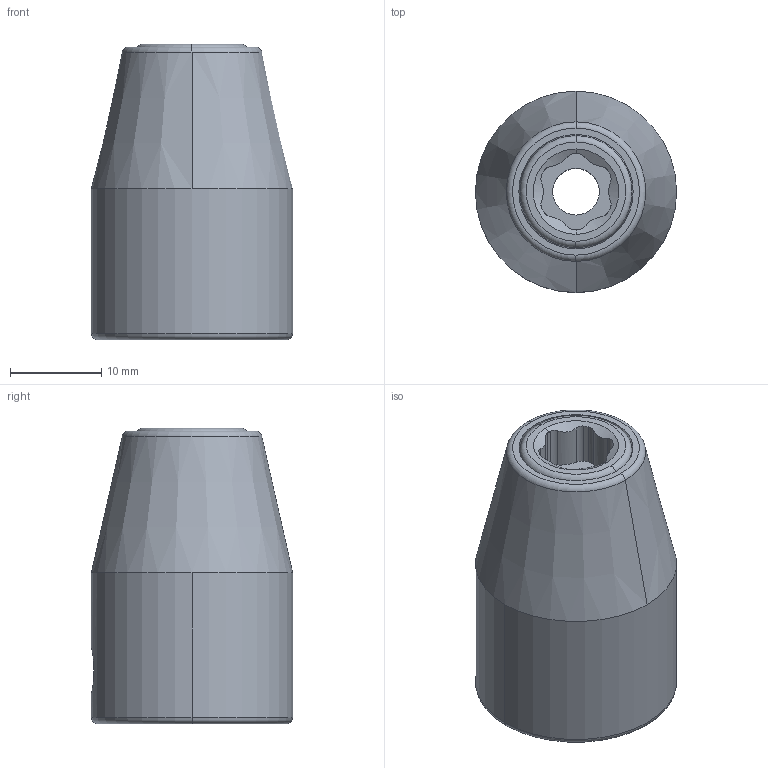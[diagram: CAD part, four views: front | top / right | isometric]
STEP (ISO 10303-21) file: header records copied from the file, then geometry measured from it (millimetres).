
FILE_DESCRIPTION((''),'2;1');
FILE_NAME('4027121107_ASM','2023-08-21T15:19:30',('A00565553'),(''),'CREO PARAMETRIC BY PTC INC, 2022414','CREO PARAMETRIC BY PTC INC, 2022414','');
FILE_SCHEMA(('CONFIG_CONTROL_DESIGN','GEOMETRIC_VALIDATION_PROPERTIES_MIM'));
Length unit declared in the file: millimetre
Products named in the file (3): 4027120807; 4027036005; 4027121107_ASM
Assembly tree (2 placements, depth 2):
  4027121107_ASM
    4027120807
    4027036005
Bounding box: 22 x 22 x 32.3 mm (x, y, z)
Volume: 7926.2 mm3; surface area: 6882.8 mm2
Topology: 2 solids, 2 shells, 85 faces, 233 edges, 150 vertices
Faces by surface type: cylinder 47, plane 15, cone 14, torus 9
Entity records: 3429 total; most frequent: CARTESIAN_POINT 885, DIRECTION 466, ORIENTED_EDGE 466, EDGE_CURVE 233, AXIS2_PLACEMENT_3D 196, VERTEX_POINT 150, CIRCLE 106, EDGE_LOOP 93
